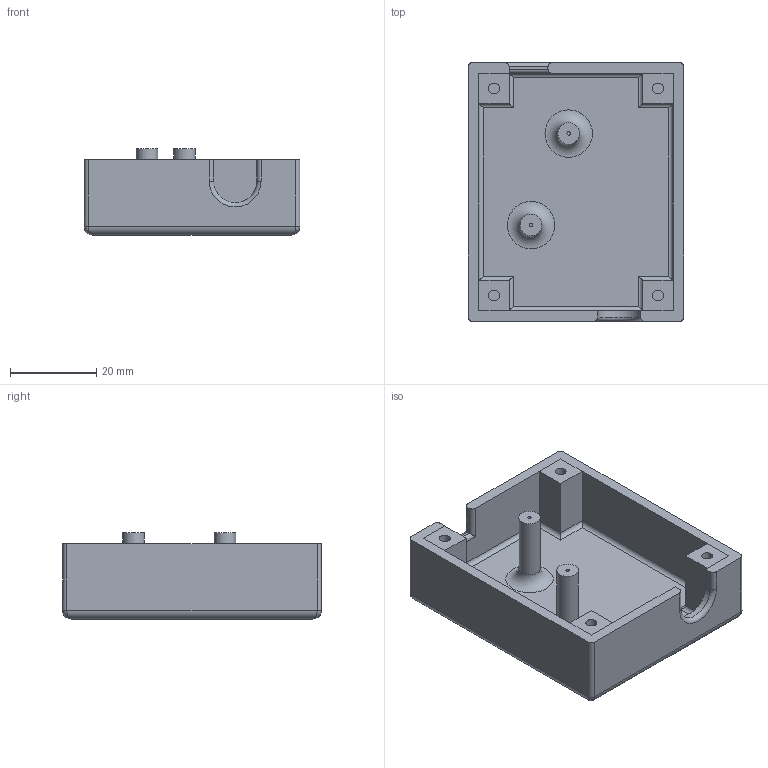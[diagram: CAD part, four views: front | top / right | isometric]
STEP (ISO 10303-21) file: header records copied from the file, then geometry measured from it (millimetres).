
FILE_DESCRIPTION(('FreeCAD Model'),'2;1');
FILE_NAME('Open CASCADE Shape Model','2024-09-02T20:35:48',(''),(''), 'Open CASCADE STEP processor 7.6','FreeCAD','Unknown');
FILE_SCHEMA(('AUTOMOTIVE_DESIGN { 1 0 10303 214 1 1 1 1 }'));
Length unit declared in the file: millimetre
Products named in the file (1): Body_Box
Bounding box: 50 x 60 x 19.95 mm (x, y, z)
Volume: 18278.1 mm3; surface area: 13197.4 mm2
Topology: 1 solids, 1 shells, 80 faces, 179 edges, 105 vertices
Faces by surface type: plane 37, cylinder 36, bspline 4, torus 3
Full cylindrical faces by diameter (mm): 0.8 x2, 2.5 x4, 5 x2
Entity records: 2377 total; most frequent: CARTESIAN_POINT 617, DIRECTION 367, ORIENTED_EDGE 350, EDGE_CURVE 175, AXIS2_PLACEMENT_3D 127, LINE 113, VECTOR 113, VERTEX_POINT 105
